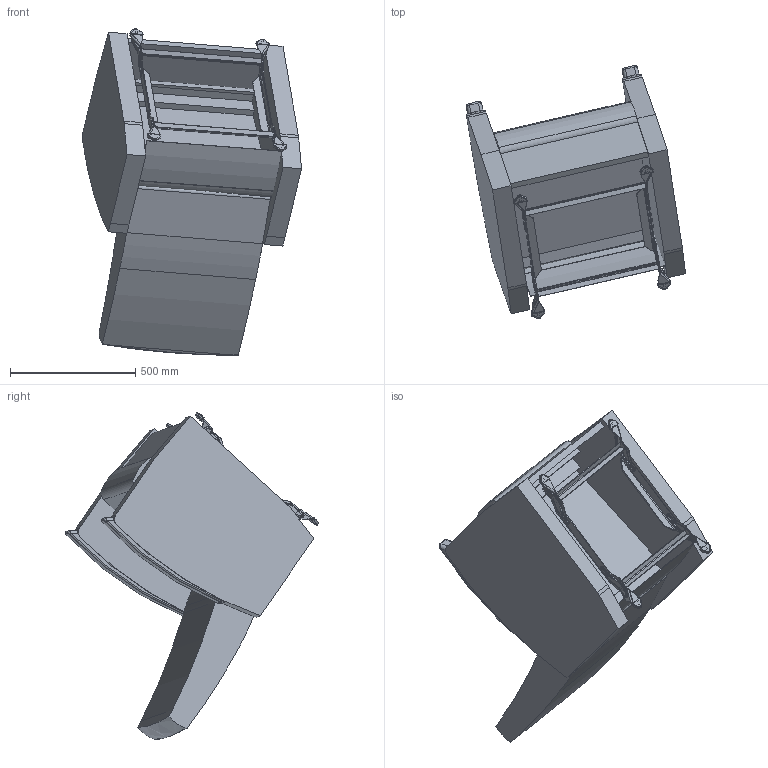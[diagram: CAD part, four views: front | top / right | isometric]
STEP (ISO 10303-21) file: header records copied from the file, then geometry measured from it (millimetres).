
FILE_DESCRIPTION(/* description */ (''),/* implementation_level */ '2;1');
FILE_NAME(/* name */ 'E1716U-W-J.stp',/* time_stamp */ '2019-05-23T08:48:05-04:00',/* author */ ('emehringer'),/* organization */ (''),/* preprocessor_version */ 'ST-DEVELOPER v16.13',/* originating_system */ 'Autodesk Inventor 2018',/* authorisation */ '');
FILE_SCHEMA (('AUTOMOTIVE_DESIGN { 1 0 10303 214 3 1 1 }'));
Products named in the file (9): E1304U-W-J; UBACK E1034; USEAT 1304; MAC R1010; H1010 UBACK COVER; MECH 1716 generic; 1716 PLATFORM generic; E1304 UARM; UFRONT E1716
Assembly tree (10 placements, depth 3):
  E1304U-W-J
    UBACK E1034
    USEAT 1304
    MAC R1010  x2
    H1010 UBACK COVER
    MECH 1716 generic
      1716 PLATFORM generic
    E1304 UARM  x2
    UFRONT E1716
Bounding box: 875.24 x 1011.02 x 1303.95 mm (x, y, z)
Volume: 147698669.1 mm3; surface area: 5136874.4 mm2
Topology: 9 solids, 9 shells, 1321 faces, 3502 edges, 2131 vertices
Faces by surface type: cylinder 584, plane 393, bspline 148, torus 148, sphere 48
Full cylindrical faces by diameter (mm): 11.112 x8
Entity records: 48940 total; most frequent: CARTESIAN_POINT 16421, ORIENTED_EDGE 6630, DIRECTION 6580, EDGE_CURVE 3315, AXIS2_PLACEMENT_3D 2476, VERTEX_POINT 2053, LINE 1628, VECTOR 1628
